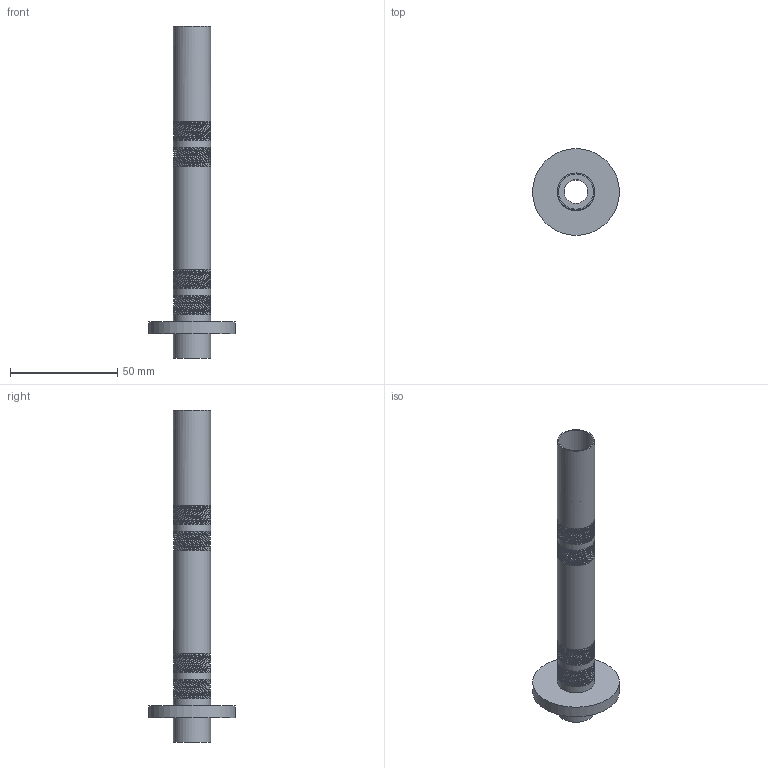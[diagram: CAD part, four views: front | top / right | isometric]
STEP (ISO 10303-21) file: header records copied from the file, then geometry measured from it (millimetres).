
FILE_DESCRIPTION(('Open CASCADE Model'),'2;1');
FILE_NAME('Open CASCADE Shape Model','2023-07-30T19:13:42',('Author'),( 'Open CASCADE'),'Open CASCADE STEP processor 7.7','Open CASCADE 7.7' ,'Unknown');
FILE_SCHEMA(('AUTOMOTIVE_DESIGN { 1 0 10303 214 1 1 1 1 }'));
Length unit declared in the file: millimetre
Products named in the file (1): Open CASCADE STEP translator 7.7 4
Bounding box: 40.42 x 40.42 x 154.5 mm (x, y, z)
Volume: 23858.5 mm3; surface area: 17043.1 mm2
Topology: 1 solids, 1 shells, 572 faces, 1470 edges, 980 vertices
Faces by surface type: bspline 560, cylinder 6, plane 6
Full cylindrical faces by diameter (mm): 10.969 x1, 11.34 x1, 16.398 x1, 17.281 x2, 40.418 x1
Entity records: 32976 total; most frequent: CARTESIAN_POINT 23491, ORIENTED_EDGE 2940, EDGE_CURVE 1470, B_SPLINE_CURVE_WITH_KNOTS 1416, VERTEX_POINT 980, FACE_BOUND 654, EDGE_LOOP 654, ADVANCED_FACE 572
